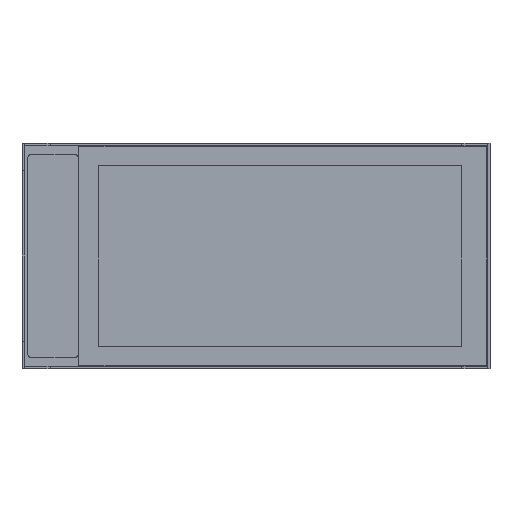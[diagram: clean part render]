
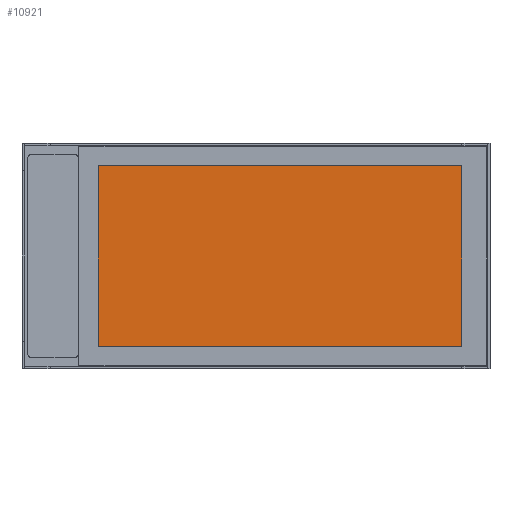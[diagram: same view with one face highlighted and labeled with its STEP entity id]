
A CAD part, top view. The second image highlights one B-rep face of the part: STEP entity #10921.
In plain terms, the highlighted planar face has unit normal (0, 0, 1).
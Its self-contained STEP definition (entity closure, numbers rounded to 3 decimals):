
#2310=ORIENTED_EDGE('',*,*,#3803,.F.);
#2311=ORIENTED_EDGE('',*,*,#3809,.F.);
#2312=ORIENTED_EDGE('',*,*,#3807,.F.);
#2313=ORIENTED_EDGE('',*,*,#3805,.F.);
#3803=EDGE_CURVE('',#4675,#4676,#5280,.T.);
#3805=EDGE_CURVE('',#4676,#4677,#5282,.T.);
#3807=EDGE_CURVE('',#4677,#4678,#5284,.T.);
#3809=EDGE_CURVE('',#4678,#4675,#5286,.T.);
#4675=VERTEX_POINT('',#16846);
#4676=VERTEX_POINT('',#16848);
#4677=VERTEX_POINT('',#16852);
#4678=VERTEX_POINT('',#16856);
#5280=LINE('',#16847,#5769);
#5282=LINE('',#16851,#5771);
#5284=LINE('',#16855,#5773);
#5286=LINE('',#16859,#5775);
#5769=VECTOR('',#12833,1000.);
#5771=VECTOR('',#12837,1000.);
#5773=VECTOR('',#12841,1000.);
#5775=VECTOR('',#12845,1000.);
#6263=EDGE_LOOP('',(#2310,#2311,#2312,#2313));
#6806=FACE_BOUND('',#6263,.T.);
#7185=PLANE('',#11524);
#10921=ADVANCED_FACE('',(#6806),#7185,.F.);
#11524=AXIS2_PLACEMENT_3D('',#16860,#12846,#12847);
#12833=DIRECTION('',(0.,1.,0.));
#12837=DIRECTION('',(1.,0.,0.));
#12841=DIRECTION('',(0.,-1.,0.));
#12845=DIRECTION('',(-1.,0.,0.));
#12846=DIRECTION('',(0.,0.,-1.));
#12847=DIRECTION('',(-1.,0.,0.));
#16846=CARTESIAN_POINT('',(-9.417,-5.4,1.092));
#16847=CARTESIAN_POINT('',(-9.417,-5.4,1.092));
#16848=CARTESIAN_POINT('',(-9.417,5.4,1.092));
#16851=CARTESIAN_POINT('',(-9.417,5.4,1.092));
#16852=CARTESIAN_POINT('',(12.283,5.4,1.092));
#16855=CARTESIAN_POINT('',(12.283,5.4,1.092));
#16856=CARTESIAN_POINT('',(12.283,-5.4,1.092));
#16859=CARTESIAN_POINT('',(12.283,-5.4,1.092));
#16860=CARTESIAN_POINT('',(0.,0.,1.092));
